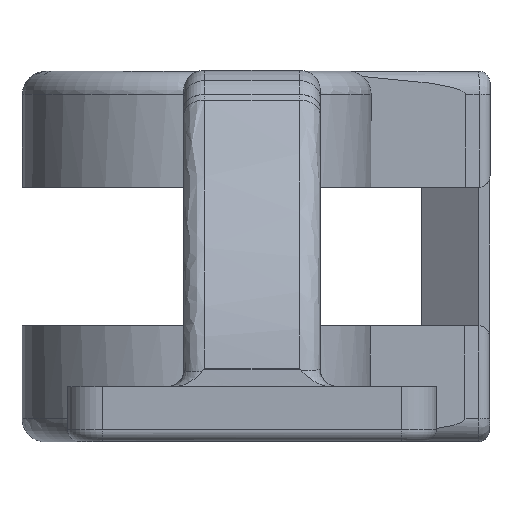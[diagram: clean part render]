
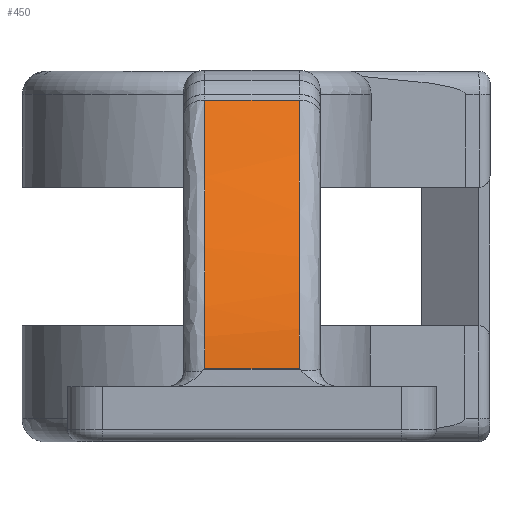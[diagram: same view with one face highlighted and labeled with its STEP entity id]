
A CAD part, left-side view. The second image highlights one B-rep face of the part: STEP entity #450.
In plain terms, the highlighted free-form (B-spline) face has degree [4, 1] with [5, 2] control points.
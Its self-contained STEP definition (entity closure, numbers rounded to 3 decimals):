
#361=CARTESIAN_POINT('',(192.424,44.756,29.455));
#362=CARTESIAN_POINT('',(192.424,36.606,29.455));
#363=CARTESIAN_POINT('',(185.024,44.756,22.183));
#364=CARTESIAN_POINT('',(185.024,36.606,22.183));
#365=CARTESIAN_POINT('',(181.72,44.756,16.685));
#366=CARTESIAN_POINT('',(181.72,36.606,16.685));
#367=CARTESIAN_POINT('',(179.377,44.756,11.141));
#368=CARTESIAN_POINT('',(179.377,36.606,11.141));
#369=CARTESIAN_POINT('',(178.951,44.756,6.352));
#370=CARTESIAN_POINT('',(178.951,36.606,6.352));
#371=B_SPLINE_SURFACE_WITH_KNOTS('',4,1,((#361,#362),(#363,#364),(#365,#366),(#367,#368),(#369,#370)),.UNSPECIFIED.,.F.,.F.,.U.,(5,5),(2,2),(0.038,0.999),(0.153,0.847),.UNSPECIFIED.);
#372=CARTESIAN_POINT('',(192.424,44.756,29.455));
#373=VERTEX_POINT('',#372);
#374=CARTESIAN_POINT('',(178.951,44.756,6.352));
#375=VERTEX_POINT('',#374);
#376=CARTESIAN_POINT('',(192.424,44.756,29.455));
#377=CARTESIAN_POINT('',(190.845,44.756,27.903));
#378=CARTESIAN_POINT('',(189.319,44.756,26.29));
#379=CARTESIAN_POINT('',(187.877,44.756,24.587));
#380=CARTESIAN_POINT('',(186.434,44.756,22.884));
#381=CARTESIAN_POINT('',(185.071,44.756,21.083));
#382=CARTESIAN_POINT('',(183.853,44.756,19.178));
#383=CARTESIAN_POINT('',(183.548,44.756,18.702));
#384=CARTESIAN_POINT('',(183.253,44.756,18.218));
#385=CARTESIAN_POINT('',(182.967,44.756,17.728));
#386=CARTESIAN_POINT('',(182.681,44.756,17.238));
#387=CARTESIAN_POINT('',(182.404,44.756,16.739));
#388=CARTESIAN_POINT('',(182.139,44.756,16.234));
#389=CARTESIAN_POINT('',(181.608,44.756,15.224));
#390=CARTESIAN_POINT('',(181.125,44.756,14.192));
#391=CARTESIAN_POINT('',(180.697,44.756,13.133));
#392=CARTESIAN_POINT('',(180.27,44.756,12.074));
#393=CARTESIAN_POINT('',(179.896,44.756,10.989));
#394=CARTESIAN_POINT('',(179.595,44.756,9.864));
#395=CARTESIAN_POINT('',(179.444,44.756,9.302));
#396=CARTESIAN_POINT('',(179.311,44.756,8.729));
#397=CARTESIAN_POINT('',(179.201,44.756,8.143));
#398=CARTESIAN_POINT('',(179.091,44.756,7.556));
#399=CARTESIAN_POINT('',(179.005,44.756,6.96));
#400=CARTESIAN_POINT('',(178.951,44.756,6.352));
#401=B_SPLINE_CURVE_WITH_KNOTS('',3,(#376,#377,#378,#379,#380,#381,#382,#383,#384,#385,#386,#387,#388,#389,#390,#391,#392,#393,#394,#395,#396,#397,#398,#399,#400),.UNSPECIFIED.,.F.,.F.,(4,3,3,3,3,3,3,3,4),(0.,0.006,0.013,0.015,0.016,0.019,0.023,0.024,0.026),.UNSPECIFIED.);
#402=EDGE_CURVE('',#373,#375,#401,.T.);
#403=ORIENTED_EDGE('',*,*,#402,.T.);
#404=CARTESIAN_POINT('',(178.951,36.606,6.352));
#405=VERTEX_POINT('',#404);
#406=CARTESIAN_POINT('',(178.951,44.756,6.352));
#407=DIRECTION('',(0.,-1.,-0.));
#408=VECTOR('',#407,8.15);
#409=LINE('',#406,#408);
#410=EDGE_CURVE('',#375,#405,#409,.T.);
#411=ORIENTED_EDGE('',*,*,#410,.T.);
#412=CARTESIAN_POINT('',(192.424,36.606,29.455));
#413=VERTEX_POINT('',#412);
#414=CARTESIAN_POINT('',(178.951,36.606,6.352));
#415=CARTESIAN_POINT('',(179.005,36.606,6.96));
#416=CARTESIAN_POINT('',(179.091,36.606,7.556));
#417=CARTESIAN_POINT('',(179.201,36.606,8.143));
#418=CARTESIAN_POINT('',(179.311,36.606,8.729));
#419=CARTESIAN_POINT('',(179.444,36.606,9.302));
#420=CARTESIAN_POINT('',(179.595,36.606,9.864));
#421=CARTESIAN_POINT('',(179.896,36.606,10.989));
#422=CARTESIAN_POINT('',(180.27,36.606,12.074));
#423=CARTESIAN_POINT('',(180.697,36.606,13.133));
#424=CARTESIAN_POINT('',(181.125,36.606,14.192));
#425=CARTESIAN_POINT('',(181.608,36.606,15.224));
#426=CARTESIAN_POINT('',(182.139,36.606,16.234));
#427=CARTESIAN_POINT('',(182.404,36.606,16.739));
#428=CARTESIAN_POINT('',(182.681,36.606,17.238));
#429=CARTESIAN_POINT('',(182.967,36.606,17.728));
#430=CARTESIAN_POINT('',(183.253,36.606,18.218));
#431=CARTESIAN_POINT('',(183.548,36.606,18.702));
#432=CARTESIAN_POINT('',(183.853,36.606,19.178));
#433=CARTESIAN_POINT('',(185.071,36.606,21.083));
#434=CARTESIAN_POINT('',(186.434,36.606,22.884));
#435=CARTESIAN_POINT('',(187.877,36.606,24.587));
#436=CARTESIAN_POINT('',(189.319,36.606,26.29));
#437=CARTESIAN_POINT('',(190.845,36.606,27.903));
#438=CARTESIAN_POINT('',(192.424,36.606,29.455));
#439=B_SPLINE_CURVE_WITH_KNOTS('',3,(#414,#415,#416,#417,#418,#419,#420,#421,#422,#423,#424,#425,#426,#427,#428,#429,#430,#431,#432,#433,#434,#435,#436,#437,#438),.UNSPECIFIED.,.F.,.F.,(4,3,3,3,3,3,3,3,4),(0.,0.002,0.003,0.006,0.01,0.011,0.013,0.019,0.026),.UNSPECIFIED.);
#440=EDGE_CURVE('',#405,#413,#439,.T.);
#441=ORIENTED_EDGE('',*,*,#440,.T.);
#442=CARTESIAN_POINT('',(192.424,36.606,29.455));
#443=DIRECTION('',(-0.,1.,0.));
#444=VECTOR('',#443,8.15);
#445=LINE('',#442,#444);
#446=EDGE_CURVE('',#413,#373,#445,.T.);
#447=ORIENTED_EDGE('',*,*,#446,.T.);
#448=EDGE_LOOP('',(#403,#411,#441,#447));
#449=FACE_BOUND('',#448,.T.);
#450=ADVANCED_FACE('',(#449),#371,.T.);
